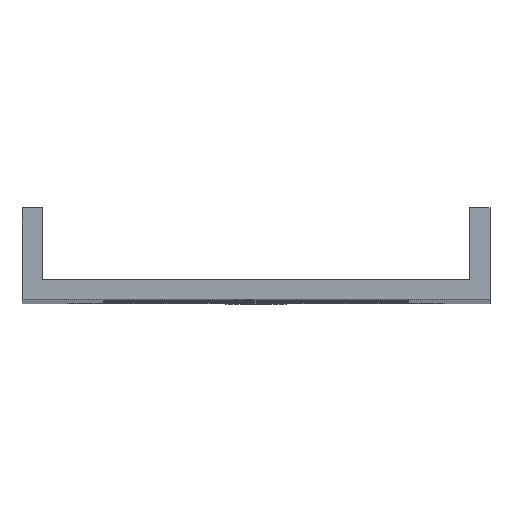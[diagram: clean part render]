
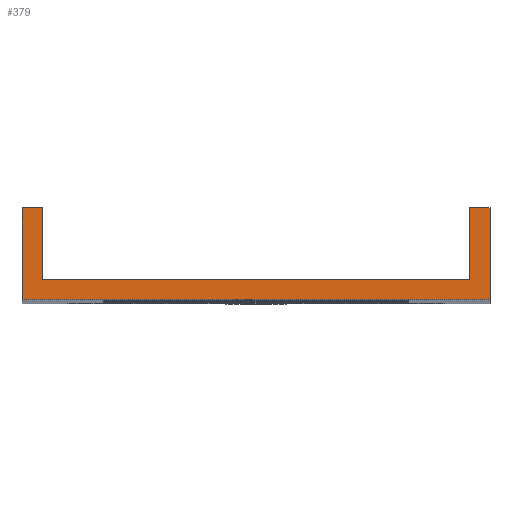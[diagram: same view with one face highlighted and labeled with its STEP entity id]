
A CAD part, top view. The second image highlights one B-rep face of the part: STEP entity #379.
In plain terms, the highlighted planar face has unit normal (0, 0, 1).
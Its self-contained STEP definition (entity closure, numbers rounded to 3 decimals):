
#16 = DIRECTION ( 'NONE',  ( 0., 0., 1. ) ) ;
#60 = VERTEX_POINT ( 'NONE', #1628 ) ;
#97 = DIRECTION ( 'NONE',  ( 0., 1., 0. ) ) ;
#134 = EDGE_CURVE ( 'NONE', #1674, #768, #1495, .T. ) ;
#167 = CARTESIAN_POINT ( 'NONE',  ( 21., 0., 210. ) ) ;
#226 = VECTOR ( 'NONE', #1031, 1000. ) ;
#244 = DIRECTION ( 'NONE',  ( 1., 0., 0. ) ) ;
#319 = EDGE_CURVE ( 'NONE', #905, #60, #864, .T. ) ;
#369 = VERTEX_POINT ( 'NONE', #1821 ) ;
#379 = ADVANCED_FACE ( 'NONE', ( #2289 ), #652, .T. ) ;
#393 = ORIENTED_EDGE ( 'NONE', *, *, #528, .F. ) ;
#417 = ORIENTED_EDGE ( 'NONE', *, *, #134, .T. ) ;
#422 = LINE ( 'NONE', #1015, #226 ) ;
#424 = CARTESIAN_POINT ( 'NONE',  ( 21., 2., 210. ) ) ;
#425 = CARTESIAN_POINT ( 'NONE',  ( 21., 9., 210. ) ) ;
#439 = VECTOR ( 'NONE', #526, 1000. ) ;
#526 = DIRECTION ( 'NONE',  ( 0., 1., 0. ) ) ;
#528 = EDGE_CURVE ( 'NONE', #705, #768, #2116, .T. ) ;
#537 = ORIENTED_EDGE ( 'NONE', *, *, #1131, .F. ) ;
#622 = ORIENTED_EDGE ( 'NONE', *, *, #1759, .F. ) ;
#652 = PLANE ( 'NONE',  #1612 ) ;
#705 = VERTEX_POINT ( 'NONE', #425 ) ;
#768 = VERTEX_POINT ( 'NONE', #1428 ) ;
#864 = LINE ( 'NONE', #2495, #1911 ) ;
#905 = VERTEX_POINT ( 'NONE', #1419 ) ;
#957 = EDGE_CURVE ( 'NONE', #905, #1674, #1843, .T. ) ;
#964 = ORIENTED_EDGE ( 'NONE', *, *, #319, .F. ) ;
#982 = CARTESIAN_POINT ( 'NONE',  ( 21., 9., 210. ) ) ;
#1012 = VERTEX_POINT ( 'NONE', #424 ) ;
#1015 = CARTESIAN_POINT ( 'NONE',  ( -21., 9., 210. ) ) ;
#1031 = DIRECTION ( 'NONE',  ( 1., 0., 0. ) ) ;
#1098 = CARTESIAN_POINT ( 'NONE',  ( -21., 0., 210. ) ) ;
#1131 = EDGE_CURVE ( 'NONE', #369, #1012, #2537, .T. ) ;
#1192 = VECTOR ( 'NONE', #1385, 1000. ) ;
#1251 = EDGE_LOOP ( 'NONE', ( #537, #1970, #622, #964, #2475, #417, #393, #1906 ) ) ;
#1305 = VECTOR ( 'NONE', #2416, 1000. ) ;
#1326 = CARTESIAN_POINT ( 'NONE',  ( -21., 2., 210. ) ) ;
#1327 = LINE ( 'NONE', #1098, #2128 ) ;
#1385 = DIRECTION ( 'NONE',  ( 1., 0., 0. ) ) ;
#1418 = DIRECTION ( 'NONE',  ( 1., 0., 0. ) ) ;
#1419 = CARTESIAN_POINT ( 'NONE',  ( -23., 0., 210. ) ) ;
#1428 = CARTESIAN_POINT ( 'NONE',  ( 23., 9., 210. ) ) ;
#1448 = DIRECTION ( 'NONE',  ( 0., 1., 0. ) ) ;
#1473 = CARTESIAN_POINT ( 'NONE',  ( -21., 0., 210. ) ) ;
#1485 = VECTOR ( 'NONE', #244, 1000. ) ;
#1495 = LINE ( 'NONE', #2348, #439 ) ;
#1512 = CARTESIAN_POINT ( 'NONE',  ( -21., 9., 210. ) ) ;
#1542 = EDGE_CURVE ( 'NONE', #369, #2532, #1327, .T. ) ;
#1580 = LINE ( 'NONE', #167, #1305 ) ;
#1612 = AXIS2_PLACEMENT_3D ( 'NONE', #1473, #16, #1418 ) ;
#1628 = CARTESIAN_POINT ( 'NONE',  ( -23., 9., 210. ) ) ;
#1674 = VERTEX_POINT ( 'NONE', #2578 ) ;
#1700 = VECTOR ( 'NONE', #1928, 1000. ) ;
#1759 = EDGE_CURVE ( 'NONE', #60, #2532, #422, .T. ) ;
#1821 = CARTESIAN_POINT ( 'NONE',  ( -21., 2., 210. ) ) ;
#1843 = LINE ( 'NONE', #2461, #1485 ) ;
#1906 = ORIENTED_EDGE ( 'NONE', *, *, #2358, .F. ) ;
#1911 = VECTOR ( 'NONE', #1448, 1000. ) ;
#1928 = DIRECTION ( 'NONE',  ( 1., 0., 0. ) ) ;
#1970 = ORIENTED_EDGE ( 'NONE', *, *, #1542, .T. ) ;
#2116 = LINE ( 'NONE', #982, #1192 ) ;
#2128 = VECTOR ( 'NONE', #97, 1000. ) ;
#2289 = FACE_OUTER_BOUND ( 'NONE', #1251, .T. ) ;
#2348 = CARTESIAN_POINT ( 'NONE',  ( 23., 0., 210. ) ) ;
#2358 = EDGE_CURVE ( 'NONE', #1012, #705, #1580, .T. ) ;
#2416 = DIRECTION ( 'NONE',  ( 0., 1., 0. ) ) ;
#2461 = CARTESIAN_POINT ( 'NONE',  ( -21., 0., 210. ) ) ;
#2475 = ORIENTED_EDGE ( 'NONE', *, *, #957, .T. ) ;
#2495 = CARTESIAN_POINT ( 'NONE',  ( -23., 0., 210. ) ) ;
#2532 = VERTEX_POINT ( 'NONE', #1512 ) ;
#2537 = LINE ( 'NONE', #1326, #1700 ) ;
#2578 = CARTESIAN_POINT ( 'NONE',  ( 23., 0., 210. ) ) ;
